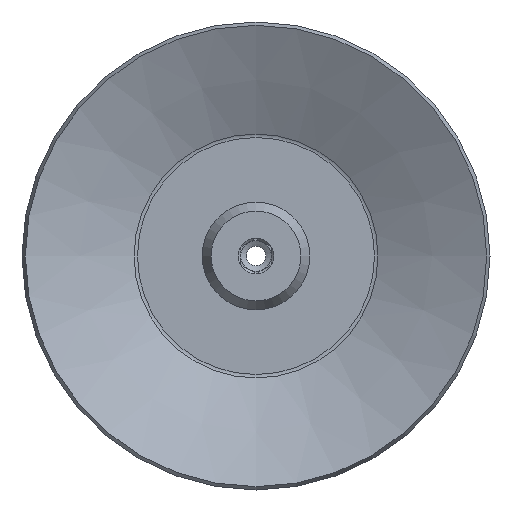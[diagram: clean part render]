
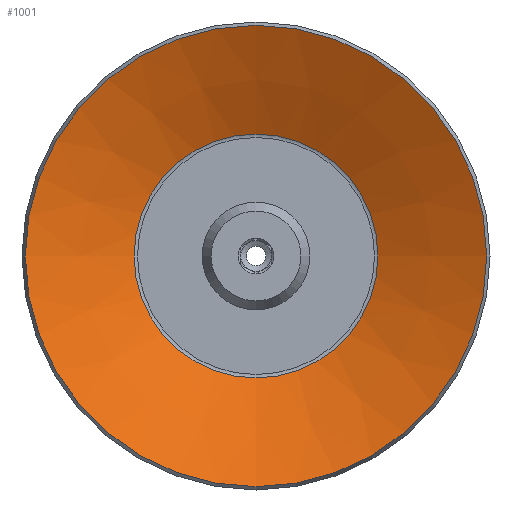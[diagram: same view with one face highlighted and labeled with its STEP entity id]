
A CAD part, front view. The second image highlights one B-rep face of the part: STEP entity #1001.
In plain terms, the highlighted conical face has half-angle 64 degrees and reference radius 15.855 mm.
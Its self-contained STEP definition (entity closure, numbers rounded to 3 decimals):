
#136=CONICAL_SURFACE('',#1080,15.855,1.117);
#194=ORIENTED_EDGE('',*,*,#351,.T.);
#195=ORIENTED_EDGE('',*,*,#350,.F.);
#350=EDGE_CURVE('',#424,#424,#472,.T.);
#351=EDGE_CURVE('',#425,#425,#473,.T.);
#424=VERTEX_POINT('',#1470);
#425=VERTEX_POINT('',#1473);
#472=CIRCLE('',#1079,15.855);
#473=CIRCLE('',#1081,30.);
#510=EDGE_LOOP('',(#194));
#511=EDGE_LOOP('',(#195));
#580=FACE_BOUND('',#510,.T.);
#581=FACE_BOUND('',#511,.T.);
#1001=ADVANCED_FACE('',(#580,#581),#136,.F.);
#1079=AXIS2_PLACEMENT_3D('',#1469,#1208,#1209);
#1080=AXIS2_PLACEMENT_3D('',#1471,#1210,#1211);
#1081=AXIS2_PLACEMENT_3D('',#1472,#1212,#1213);
#1208=DIRECTION('',(0.,-1.,0.));
#1209=DIRECTION('',(0.,0.,-1.));
#1210=DIRECTION('',(0.,-1.,0.));
#1211=DIRECTION('',(0.,0.,-1.));
#1212=DIRECTION('',(0.,-1.,0.));
#1213=DIRECTION('',(0.,0.,-1.));
#1469=CARTESIAN_POINT('',(0.,6.899,0.));
#1470=CARTESIAN_POINT('',(0.,6.899,-15.855));
#1471=CARTESIAN_POINT('',(0.,6.899,0.));
#1472=CARTESIAN_POINT('',(0.,0.,0.));
#1473=CARTESIAN_POINT('',(0.,0.,-30.));
